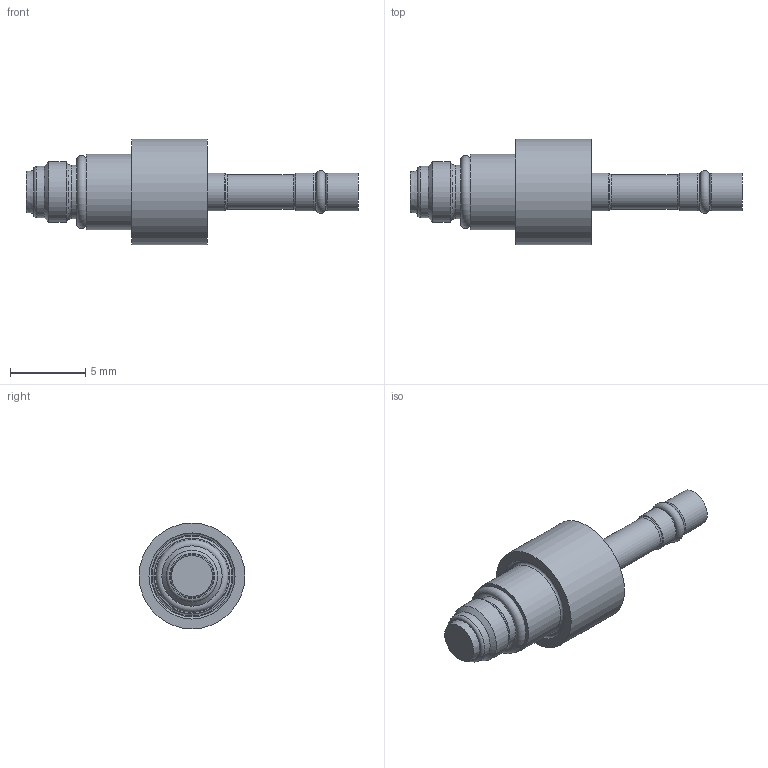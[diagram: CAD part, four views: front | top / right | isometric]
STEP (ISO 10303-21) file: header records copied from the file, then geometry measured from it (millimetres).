
FILE_DESCRIPTION(/* description */ ('Unknown'),/* implementation_level */ '2;1');
FILE_NAME(/* name */ 'DPPC DS02.5',/* time_stamp */ '2018-01-17T16:39:01+01:00',/* author */ ('Unknown'),/* organization */ ('Unknown'),/* preprocessor_version */ 'ST-DEVELOPER v16.7',/* originating_system */ 'DEX',/* authorisation */ $);
FILE_SCHEMA (('AUTOMOTIVE_DESIGN {1 0 10303 214 3 1 1}'));
Length unit declared in the file: millimetre
Products named in the file (1): DPPC DS02.5
Bounding box: 22 x 7 x 7 mm (x, y, z)
Volume: 337.4 mm3; surface area: 397.4 mm2
Topology: 1 solids, 2 shells, 44 faces, 85 edges, 52 vertices
Faces by surface type: torus 15, cylinder 13, plane 11, cone 5
Full cylindrical faces by diameter (mm): 1.66 x2, 2.3 x1, 2.5 x3, 3.4 x1, 3.53 x2, 4 x1, 5 x1, 5.6 x1, 7 x1
Entity records: 1210 total; most frequent: DIRECTION 176, CARTESIAN_POINT 131, AXIS2_PLACEMENT_3D 88, ORIENTED_EDGE 86, EDGE_LOOP 86, FACE_BOUND 86, STYLED_ITEM 44, PRESENTATION_STYLE_ASSIGNMENT 44
